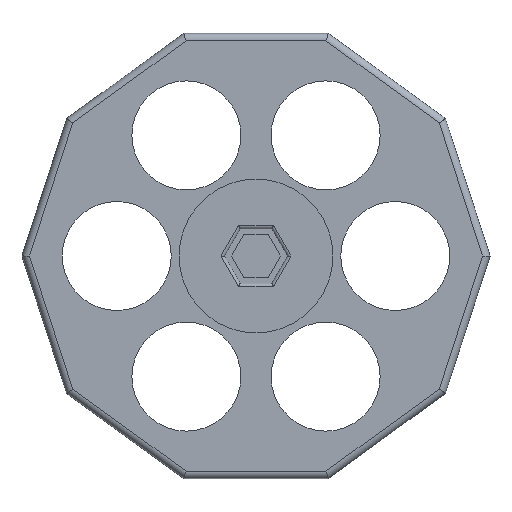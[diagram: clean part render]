
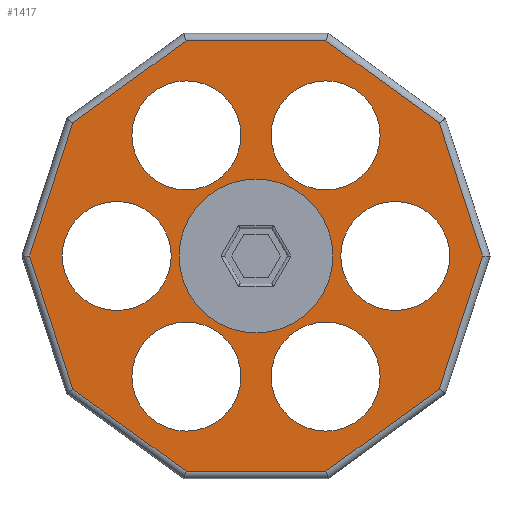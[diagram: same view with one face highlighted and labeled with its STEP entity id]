
A CAD part, front view. The second image highlights one B-rep face of the part: STEP entity #1417.
In plain terms, the highlighted planar face has unit normal (0, -1, 0).
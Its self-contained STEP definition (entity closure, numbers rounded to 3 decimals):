
#17=FACE_BOUND('',#223,.T.);
#18=FACE_BOUND('',#224,.T.);
#19=FACE_BOUND('',#225,.T.);
#20=FACE_BOUND('',#226,.T.);
#21=FACE_BOUND('',#227,.T.);
#22=FACE_BOUND('',#228,.T.);
#23=FACE_BOUND('',#229,.T.);
#33=CIRCLE('',#1506,9.);
#35=CIRCLE('',#1509,9.);
#37=CIRCLE('',#1512,9.);
#39=CIRCLE('',#1515,9.);
#41=CIRCLE('',#1518,9.);
#43=CIRCLE('',#1521,9.);
#45=CIRCLE('',#1526,12.7);
#66=PLANE('',#1552);
#138=FACE_OUTER_BOUND('',#222,.T.);
#222=EDGE_LOOP('',(#1128,#1129,#1130,#1131,#1132,#1133,#1134,#1135,#1136,
#1137));
#223=EDGE_LOOP('',(#1138));
#224=EDGE_LOOP('',(#1139));
#225=EDGE_LOOP('',(#1140));
#226=EDGE_LOOP('',(#1141));
#227=EDGE_LOOP('',(#1142));
#228=EDGE_LOOP('',(#1143));
#229=EDGE_LOOP('',(#1144));
#351=LINE('',#2151,#510);
#353=LINE('',#2159,#512);
#355=LINE('',#2165,#514);
#358=LINE('',#2173,#517);
#360=LINE('',#2179,#519);
#362=LINE('',#2185,#521);
#364=LINE('',#2191,#523);
#365=LINE('',#2195,#524);
#368=LINE('',#2203,#527);
#370=LINE('',#2207,#529);
#510=VECTOR('',#1750,10.);
#512=VECTOR('',#1758,10.);
#514=VECTOR('',#1764,10.);
#517=VECTOR('',#1771,10.);
#519=VECTOR('',#1777,10.);
#521=VECTOR('',#1783,10.);
#523=VECTOR('',#1789,10.);
#524=VECTOR('',#1794,10.);
#527=VECTOR('',#1801,10.);
#529=VECTOR('',#1807,10.);
#651=VERTEX_POINT('',#2107);
#653=VERTEX_POINT('',#2113);
#655=VERTEX_POINT('',#2119);
#657=VERTEX_POINT('',#2125);
#659=VERTEX_POINT('',#2131);
#661=VERTEX_POINT('',#2137);
#663=VERTEX_POINT('',#2145);
#664=VERTEX_POINT('',#2149);
#665=VERTEX_POINT('',#2150);
#668=VERTEX_POINT('',#2158);
#670=VERTEX_POINT('',#2164);
#673=VERTEX_POINT('',#2172);
#675=VERTEX_POINT('',#2178);
#677=VERTEX_POINT('',#2184);
#679=VERTEX_POINT('',#2190);
#680=VERTEX_POINT('',#2194);
#683=VERTEX_POINT('',#2202);
#793=EDGE_CURVE('',#651,#651,#33,.T.);
#796=EDGE_CURVE('',#653,#653,#35,.T.);
#799=EDGE_CURVE('',#655,#655,#37,.T.);
#802=EDGE_CURVE('',#657,#657,#39,.T.);
#805=EDGE_CURVE('',#659,#659,#41,.T.);
#808=EDGE_CURVE('',#661,#661,#43,.T.);
#812=EDGE_CURVE('',#663,#663,#45,.T.);
#813=EDGE_CURVE('',#664,#665,#351,.T.);
#817=EDGE_CURVE('',#665,#668,#353,.T.);
#820=EDGE_CURVE('',#668,#670,#355,.T.);
#824=EDGE_CURVE('',#670,#673,#358,.T.);
#827=EDGE_CURVE('',#673,#675,#360,.T.);
#830=EDGE_CURVE('',#675,#677,#362,.T.);
#833=EDGE_CURVE('',#677,#679,#364,.T.);
#835=EDGE_CURVE('',#680,#664,#365,.T.);
#839=EDGE_CURVE('',#679,#683,#368,.T.);
#842=EDGE_CURVE('',#683,#680,#370,.T.);
#1128=ORIENTED_EDGE('',*,*,#813,.F.);
#1129=ORIENTED_EDGE('',*,*,#835,.F.);
#1130=ORIENTED_EDGE('',*,*,#842,.F.);
#1131=ORIENTED_EDGE('',*,*,#839,.F.);
#1132=ORIENTED_EDGE('',*,*,#833,.F.);
#1133=ORIENTED_EDGE('',*,*,#830,.F.);
#1134=ORIENTED_EDGE('',*,*,#827,.F.);
#1135=ORIENTED_EDGE('',*,*,#824,.F.);
#1136=ORIENTED_EDGE('',*,*,#820,.F.);
#1137=ORIENTED_EDGE('',*,*,#817,.F.);
#1138=ORIENTED_EDGE('',*,*,#793,.T.);
#1139=ORIENTED_EDGE('',*,*,#796,.T.);
#1140=ORIENTED_EDGE('',*,*,#799,.T.);
#1141=ORIENTED_EDGE('',*,*,#802,.T.);
#1142=ORIENTED_EDGE('',*,*,#805,.T.);
#1143=ORIENTED_EDGE('',*,*,#808,.T.);
#1144=ORIENTED_EDGE('',*,*,#812,.T.);
#1417=ADVANCED_FACE('',(#138,#17,#18,#19,#20,#21,#22,#23),#66,.F.);
#1506=AXIS2_PLACEMENT_3D('',#2108,#1699,#1700);
#1509=AXIS2_PLACEMENT_3D('',#2114,#1706,#1707);
#1512=AXIS2_PLACEMENT_3D('',#2120,#1713,#1714);
#1515=AXIS2_PLACEMENT_3D('',#2126,#1720,#1721);
#1518=AXIS2_PLACEMENT_3D('',#2132,#1727,#1728);
#1521=AXIS2_PLACEMENT_3D('',#2138,#1734,#1735);
#1526=AXIS2_PLACEMENT_3D('',#2147,#1746,#1747);
#1552=AXIS2_PLACEMENT_3D('',#2230,#1829,#1830);
#1699=DIRECTION('center_axis',(0.,1.,0.));
#1700=DIRECTION('ref_axis',(1.,0.,0.));
#1706=DIRECTION('center_axis',(0.,1.,0.));
#1707=DIRECTION('ref_axis',(1.,0.,0.));
#1713=DIRECTION('center_axis',(0.,1.,0.));
#1714=DIRECTION('ref_axis',(1.,0.,0.));
#1720=DIRECTION('center_axis',(0.,1.,0.));
#1721=DIRECTION('ref_axis',(1.,0.,0.));
#1727=DIRECTION('center_axis',(0.,1.,0.));
#1728=DIRECTION('ref_axis',(1.,0.,0.));
#1734=DIRECTION('center_axis',(0.,1.,0.));
#1735=DIRECTION('ref_axis',(1.,0.,0.));
#1746=DIRECTION('center_axis',(0.,1.,0.));
#1747=DIRECTION('ref_axis',(1.,0.,0.));
#1750=DIRECTION('',(-0.309,0.,0.951));
#1758=DIRECTION('',(0.309,0.,0.951));
#1764=DIRECTION('',(0.809,0.,0.588));
#1771=DIRECTION('',(1.,0.,0.));
#1777=DIRECTION('',(0.809,0.,-0.588));
#1783=DIRECTION('',(0.309,0.,-0.951));
#1789=DIRECTION('',(-0.309,0.,-0.951));
#1794=DIRECTION('',(-0.809,0.,0.588));
#1801=DIRECTION('',(-0.809,0.,-0.588));
#1807=DIRECTION('',(-1.,0.,0.));
#1829=DIRECTION('center_axis',(0.,1.,0.));
#1830=DIRECTION('ref_axis',(0.,0.,1.));
#2107=CARTESIAN_POINT('',(2.5,0.,-19.919));
#2108=CARTESIAN_POINT('Origin',(11.5,0.,-19.919));
#2113=CARTESIAN_POINT('',(14.,0.,0.));
#2114=CARTESIAN_POINT('Origin',(23.,0.,0.));
#2119=CARTESIAN_POINT('',(-32.,0.,0.));
#2120=CARTESIAN_POINT('Origin',(-23.,0.,0.));
#2125=CARTESIAN_POINT('',(-20.5,0.,-19.919));
#2126=CARTESIAN_POINT('Origin',(-11.5,0.,-19.919));
#2131=CARTESIAN_POINT('',(2.5,0.,19.919));
#2132=CARTESIAN_POINT('Origin',(11.5,0.,19.919));
#2137=CARTESIAN_POINT('',(-20.5,0.,19.919));
#2138=CARTESIAN_POINT('Origin',(-11.5,0.,19.919));
#2145=CARTESIAN_POINT('',(-12.7,0.,0.));
#2147=CARTESIAN_POINT('Origin',(0.,0.,0.));
#2149=CARTESIAN_POINT('',(-30.241,0.,-21.971));
#2150=CARTESIAN_POINT('',(-37.38,0.,0.));
#2151=CARTESIAN_POINT('',(-31.965,0.,-16.664));
#2158=CARTESIAN_POINT('',(-30.241,0.,21.971));
#2159=CARTESIAN_POINT('',(-35.655,0.,5.307));
#2164=CARTESIAN_POINT('',(-11.551,0.,35.55));
#2165=CARTESIAN_POINT('',(-25.726,0.,25.252));
#2172=CARTESIAN_POINT('',(11.551,0.,35.55));
#2173=CARTESIAN_POINT('',(-5.97,0.,35.55));
#2178=CARTESIAN_POINT('',(30.241,0.,21.971));
#2179=CARTESIAN_POINT('',(16.066,0.,32.27));
#2184=CARTESIAN_POINT('',(37.38,0.,0.));
#2185=CARTESIAN_POINT('',(31.965,0.,16.664));
#2190=CARTESIAN_POINT('',(30.241,0.,-21.971));
#2191=CARTESIAN_POINT('',(35.655,0.,-5.307));
#2194=CARTESIAN_POINT('',(-11.551,0.,-35.55));
#2195=CARTESIAN_POINT('',(-16.066,0.,-32.27));
#2202=CARTESIAN_POINT('',(11.551,0.,-35.55));
#2203=CARTESIAN_POINT('',(25.726,0.,-25.252));
#2207=CARTESIAN_POINT('',(5.97,0.,-35.55));
#2230=CARTESIAN_POINT('Origin',(0.,0.,0.));
